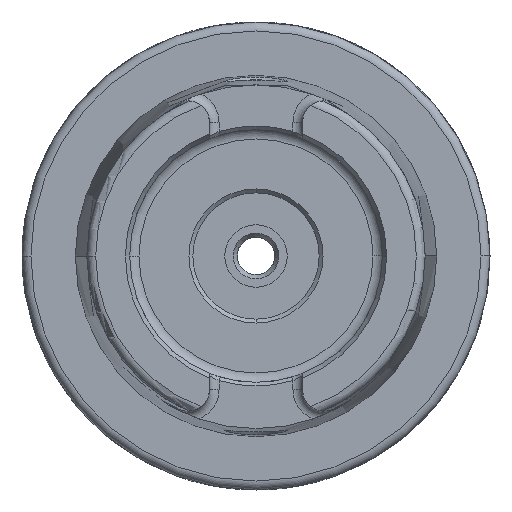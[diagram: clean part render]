
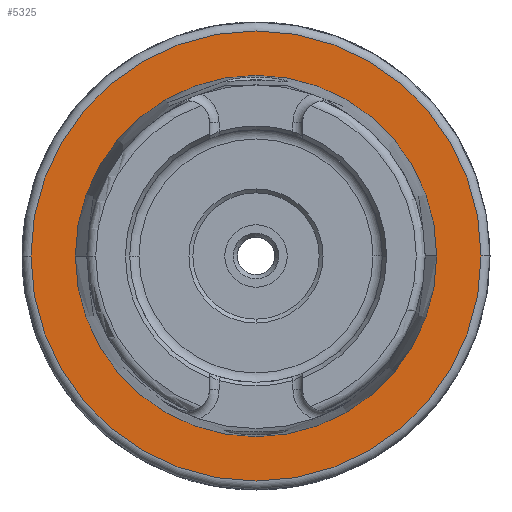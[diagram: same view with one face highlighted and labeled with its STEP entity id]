
A CAD part, left-side view. The second image highlights one B-rep face of the part: STEP entity #5325.
In plain terms, the highlighted planar face has unit normal (-1, 0, 0).
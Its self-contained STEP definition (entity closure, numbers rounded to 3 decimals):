
#231 = FACE_OUTER_BOUND ( 'NONE', #6172, .T. ) ;
#280 = DIRECTION ( 'NONE',  ( 1., 0., 0. ) ) ;
#310 = CARTESIAN_POINT ( 'NONE',  ( 0.05, 24.321, 0. ) ) ;
#427 = CARTESIAN_POINT ( 'NONE',  ( 0.05, 0., 0. ) ) ;
#549 = VERTEX_POINT ( 'NONE', #310 ) ;
#586 = AXIS2_PLACEMENT_3D ( 'NONE', #3829, #280, #4420 ) ;
#744 = VERTEX_POINT ( 'NONE', #1127 ) ;
#783 = FACE_BOUND ( 'NONE', #6201, .T. ) ;
#906 = ORIENTED_EDGE ( 'NONE', *, *, #6298, .T. ) ;
#1028 = DIRECTION ( 'NONE',  ( 1., 0., 0. ) ) ;
#1127 = CARTESIAN_POINT ( 'NONE',  ( 0.05, -24.321, 0. ) ) ;
#1185 = CARTESIAN_POINT ( 'NONE',  ( 0.05, 30.3, 0. ) ) ;
#1370 = EDGE_CURVE ( 'NONE', #549, #744, #4228, .T. ) ;
#1454 = EDGE_CURVE ( 'NONE', #2884, #3103, #7483, .T. ) ;
#2094 = CARTESIAN_POINT ( 'NONE',  ( 0.05, -30.3, 0. ) ) ;
#2508 = CARTESIAN_POINT ( 'NONE',  ( 0.05, 24.321, 0. ) ) ;
#2731 = DIRECTION ( 'NONE',  ( 0., 1., 0. ) ) ;
#2884 = VERTEX_POINT ( 'NONE', #2094 ) ;
#3103 = VERTEX_POINT ( 'NONE', #1185 ) ;
#3111 = PLANE ( 'NONE',  #5767 ) ;
#3355 = CARTESIAN_POINT ( 'NONE',  ( 0.05, 0., 0. ) ) ;
#3438 = AXIS2_PLACEMENT_3D ( 'NONE', #427, #3629, #3676 ) ;
#3629 = DIRECTION ( 'NONE',  ( 1., 0., 0. ) ) ;
#3676 = DIRECTION ( 'NONE',  ( 0., 1., 0. ) ) ;
#3708 = DIRECTION ( 'NONE',  ( 0., -1., 0. ) ) ;
#3829 = CARTESIAN_POINT ( 'NONE',  ( 0.05, 0., 0. ) ) ;
#3850 = CIRCLE ( 'NONE', #586, 30.3 ) ;
#3954 = DIRECTION ( 'NONE',  ( 0., 1., 0. ) ) ;
#4193 = CARTESIAN_POINT ( 'NONE',  ( 0.05, 0., 0. ) ) ;
#4228 = CIRCLE ( 'NONE', #7436, 24.321 ) ;
#4280 = DIRECTION ( 'NONE',  ( -1., 0., 0. ) ) ;
#4420 = DIRECTION ( 'NONE',  ( 0., 1., 0. ) ) ;
#5203 = CIRCLE ( 'NONE', #7181, 24.321 ) ;
#5325 = ADVANCED_FACE ( 'NONE', ( #783, #231 ), #3111, .T. ) ;
#5470 = EDGE_CURVE ( 'NONE', #3103, #2884, #3850, .T. ) ;
#5767 = AXIS2_PLACEMENT_3D ( 'NONE', #2508, #4280, #3708 ) ;
#6014 = ORIENTED_EDGE ( 'NONE', *, *, #1454, .F. ) ;
#6172 = EDGE_LOOP ( 'NONE', ( #6540, #6014 ) ) ;
#6201 = EDGE_LOOP ( 'NONE', ( #7456, #906 ) ) ;
#6298 = EDGE_CURVE ( 'NONE', #744, #549, #5203, .T. ) ;
#6540 = ORIENTED_EDGE ( 'NONE', *, *, #5470, .F. ) ;
#7181 = AXIS2_PLACEMENT_3D ( 'NONE', #3355, #7487, #3954 ) ;
#7436 = AXIS2_PLACEMENT_3D ( 'NONE', #4193, #1028, #2731 ) ;
#7456 = ORIENTED_EDGE ( 'NONE', *, *, #1370, .T. ) ;
#7483 = CIRCLE ( 'NONE', #3438, 30.3 ) ;
#7487 = DIRECTION ( 'NONE',  ( 1., 0., 0. ) ) ;
